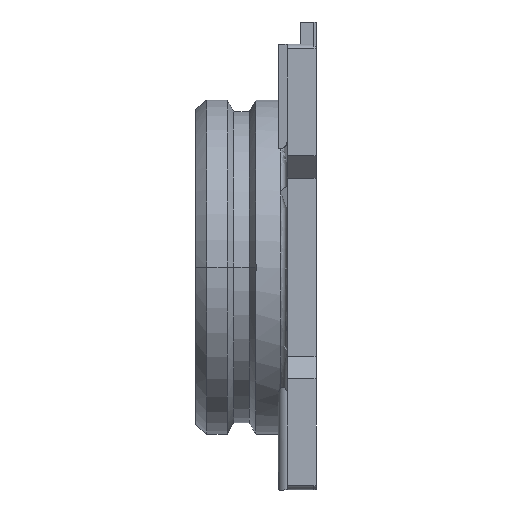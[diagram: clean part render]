
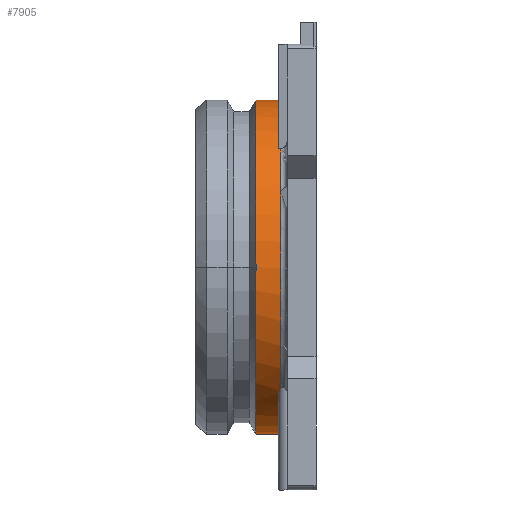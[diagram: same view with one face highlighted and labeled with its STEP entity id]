
A CAD part, left-side view. The second image highlights one B-rep face of the part: STEP entity #7905.
In plain terms, the highlighted cylindrical face has radius 0.75 mm (diameter 1.5 mm), a partial arc.
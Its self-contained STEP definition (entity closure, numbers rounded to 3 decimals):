
#2 = VERTEX_POINT ( 'NONE', #3241 ) ;
#119 = EDGE_CURVE ( 'NONE', #8620, #8204, #125, .T. ) ;
#125 = B_SPLINE_CURVE_WITH_KNOTS ( 'NONE', 3,
 ( #4303, #1131, #2081, #4194 ),
 .UNSPECIFIED., .F., .F.,
 ( 4, 4 ),
 ( 0., 1. ),
 .UNSPECIFIED. ) ;
#225 = B_SPLINE_CURVE_WITH_KNOTS ( 'NONE', 3,
 ( #969, #5757, #8251, #2188 ),
 .UNSPECIFIED., .F., .F.,
 ( 4, 4 ),
 ( 0., 1. ),
 .UNSPECIFIED. ) ;
#385 = CARTESIAN_POINT ( 'NONE',  ( 0., 0.16, -0.75 ) ) ;
#404 = DIRECTION ( 'NONE',  ( 0., 0., 1. ) ) ;
#600 = CARTESIAN_POINT ( 'NONE',  ( -0.75, 0.26, 0.196 ) ) ;
#606 = B_SPLINE_CURVE_WITH_KNOTS ( 'NONE', 3,
 ( #1326, #6040, #647, #8750 ),
 .UNSPECIFIED., .F., .F.,
 ( 4, 4 ),
 ( 0., 1. ),
 .UNSPECIFIED. ) ;
#619 = B_SPLINE_CURVE_WITH_KNOTS ( 'NONE', 3,
 ( #2307, #8531, #5728, #6492 ),
 .UNSPECIFIED., .F., .F.,
 ( 4, 4 ),
 ( 0., 1. ),
 .UNSPECIFIED. ) ;
#647 = CARTESIAN_POINT ( 'NONE',  ( 0., 0.227, -0.75 ) ) ;
#785 = CARTESIAN_POINT ( 'NONE',  ( -0.671, 0.15, 0.39 ) ) ;
#823 = CARTESIAN_POINT ( 'NONE',  ( -0.75, 0.26, 0. ) ) ;
#969 = CARTESIAN_POINT ( 'NONE',  ( 0., 0.26, 0.75 ) ) ;
#1021 = VERTEX_POINT ( 'NONE', #3218 ) ;
#1061 = B_SPLINE_CURVE_WITH_KNOTS ( 'NONE', 3,
 ( #5794, #5909, #8745, #3923 ),
 .UNSPECIFIED., .F., .F.,
 ( 4, 4 ),
 ( 0., 1. ),
 .UNSPECIFIED. ) ;
#1112 = CARTESIAN_POINT ( 'NONE',  ( -0.669, 0.26, -0.391 ) ) ;
#1131 = CARTESIAN_POINT ( 'NONE',  ( -0.178, 0.16, -0.75 ) ) ;
#1190 = ORIENTED_EDGE ( 'NONE', *, *, #5229, .F. ) ;
#1193 = CARTESIAN_POINT ( 'NONE',  ( -0.75, 0.26, 0. ) ) ;
#1323 = CARTESIAN_POINT ( 'NONE',  ( -0.196, 0.16, 0.75 ) ) ;
#1326 = CARTESIAN_POINT ( 'NONE',  ( 0., 0.16, -0.75 ) ) ;
#1328 = CARTESIAN_POINT ( 'NONE',  ( 0., 0.16, 0.75 ) ) ;
#1383 = CARTESIAN_POINT ( 'NONE',  ( -0.196, 0.26, -0.75 ) ) ;
#1742 = ORIENTED_EDGE ( 'NONE', *, *, #4284, .F. ) ;
#1750 = CARTESIAN_POINT ( 'NONE',  ( -0.53, 0.16, 0.531 ) ) ;
#1989 = CARTESIAN_POINT ( 'NONE',  ( -0.516, 0.15, -0.544 ) ) ;
#2003 = FACE_OUTER_BOUND ( 'NONE', #6558, .T. ) ;
#2016 = CARTESIAN_POINT ( 'NONE',  ( -0.49, 0.16, -0.568 ) ) ;
#2081 = CARTESIAN_POINT ( 'NONE',  ( -0.355, 0.16, -0.684 ) ) ;
#2098 = CARTESIAN_POINT ( 'NONE',  ( 0., 0.97, 0. ) ) ;
#2188 = CARTESIAN_POINT ( 'NONE',  ( 0., 0.16, 0.75 ) ) ;
#2210 = EDGE_CURVE ( 'NONE', #7507, #2, #2358, .T. ) ;
#2232 = EDGE_CURVE ( 'NONE', #7621, #7507, #619, .T. ) ;
#2287 = CARTESIAN_POINT ( 'NONE',  ( -0.391, 0.16, 0.669 ) ) ;
#2307 = CARTESIAN_POINT ( 'NONE',  ( -0.53, 0.15, 0.531 ) ) ;
#2325 = CARTESIAN_POINT ( 'NONE',  ( -0.391, 0.26, -0.669 ) ) ;
#2358 = B_SPLINE_CURVE_WITH_KNOTS ( 'NONE', 3,
 ( #1750, #2287, #1323, #1328 ),
 .UNSPECIFIED., .F., .F.,
 ( 4, 4 ),
 ( 0., 1. ),
 .UNSPECIFIED. ) ;
#2521 = ORIENTED_EDGE ( 'NONE', *, *, #119, .T. ) ;
#2982 = VERTEX_POINT ( 'NONE', #7520 ) ;
#3218 = CARTESIAN_POINT ( 'NONE',  ( 0., 0.26, 0.75 ) ) ;
#3241 = CARTESIAN_POINT ( 'NONE',  ( 0., 0.16, 0.75 ) ) ;
#3816 = VERTEX_POINT ( 'NONE', #1989 ) ;
#3923 = CARTESIAN_POINT ( 'NONE',  ( -0.516, 0.15, -0.544 ) ) ;
#4080 = AXIS2_PLACEMENT_3D ( 'NONE', #2098, #7733, #404 ) ;
#4194 = CARTESIAN_POINT ( 'NONE',  ( -0.49, 0.16, -0.568 ) ) ;
#4284 = EDGE_CURVE ( 'NONE', #1021, #2, #225, .T. ) ;
#4303 = CARTESIAN_POINT ( 'NONE',  ( 0., 0.16, -0.75 ) ) ;
#4390 = ORIENTED_EDGE ( 'NONE', *, *, #2210, .T. ) ;
#4598 = ORIENTED_EDGE ( 'NONE', *, *, #8719, .F. ) ;
#4817 = CARTESIAN_POINT ( 'NONE',  ( -0.752, 0.15, 0.19 ) ) ;
#4867 = CARTESIAN_POINT ( 'NONE',  ( -0.661, 0.15, -0.406 ) ) ;
#5047 = CARTESIAN_POINT ( 'NONE',  ( 0., 0.26, -0.75 ) ) ;
#5151 = ORIENTED_EDGE ( 'NONE', *, *, #2232, .T. ) ;
#5229 = EDGE_CURVE ( 'NONE', #7654, #2982, #7630, .T. ) ;
#5433 = ORIENTED_EDGE ( 'NONE', *, *, #7375, .F. ) ;
#5516 = CARTESIAN_POINT ( 'NONE',  ( 0., 0.26, 0.75 ) ) ;
#5728 = CARTESIAN_POINT ( 'NONE',  ( -0.53, 0.157, 0.531 ) ) ;
#5757 = CARTESIAN_POINT ( 'NONE',  ( 0., 0.227, 0.75 ) ) ;
#5783 = CARTESIAN_POINT ( 'NONE',  ( -0.669, 0.26, 0.391 ) ) ;
#5794 = CARTESIAN_POINT ( 'NONE',  ( -0.49, 0.16, -0.568 ) ) ;
#5803 = B_SPLINE_CURVE_WITH_KNOTS ( 'NONE', 3,
 ( #823, #600, #5783, #6447, #6462, #5516 ),
 .UNSPECIFIED., .F., .F.,
 ( 4, 2, 4 ),
 ( 0., 0.5, 1. ),
 .UNSPECIFIED. ) ;
#5909 = CARTESIAN_POINT ( 'NONE',  ( -0.5, 0.16, -0.559 ) ) ;
#6040 = CARTESIAN_POINT ( 'NONE',  ( 0., 0.193, -0.75 ) ) ;
#6144 = CARTESIAN_POINT ( 'NONE',  ( 0., 0.26, -0.75 ) ) ;
#6170 = CARTESIAN_POINT ( 'NONE',  ( -0.747, 0.15, -0.209 ) ) ;
#6447 = CARTESIAN_POINT ( 'NONE',  ( -0.391, 0.26, 0.669 ) ) ;
#6462 = CARTESIAN_POINT ( 'NONE',  ( -0.196, 0.26, 0.75 ) ) ;
#6492 = CARTESIAN_POINT ( 'NONE',  ( -0.53, 0.16, 0.531 ) ) ;
#6494 = CARTESIAN_POINT ( 'NONE',  ( -0.53, 0.15, 0.531 ) ) ;
#6558 = EDGE_LOOP ( 'NONE', ( #5433, #1190, #4598, #2521, #8020, #7202, #5151, #4390, #1742 ) ) ;
#6977 = EDGE_CURVE ( 'NONE', #8204, #3816, #1061, .T. ) ;
#7202 = ORIENTED_EDGE ( 'NONE', *, *, #8123, .T. ) ;
#7375 = EDGE_CURVE ( 'NONE', #2982, #1021, #5803, .T. ) ;
#7445 = CARTESIAN_POINT ( 'NONE',  ( -0.53, 0.16, 0.531 ) ) ;
#7466 = CARTESIAN_POINT ( 'NONE',  ( -0.75, 0.26, -0.196 ) ) ;
#7507 = VERTEX_POINT ( 'NONE', #7445 ) ;
#7520 = CARTESIAN_POINT ( 'NONE',  ( -0.75, 0.26, 0. ) ) ;
#7621 = VERTEX_POINT ( 'NONE', #6494 ) ;
#7630 = B_SPLINE_CURVE_WITH_KNOTS ( 'NONE', 3,
 ( #6144, #1383, #2325, #1112, #7466, #1193 ),
 .UNSPECIFIED., .F., .F.,
 ( 4, 2, 4 ),
 ( 0., 0.5, 1. ),
 .UNSPECIFIED. ) ;
#7654 = VERTEX_POINT ( 'NONE', #5047 ) ;
#7672 = B_SPLINE_CURVE_WITH_KNOTS ( 'NONE', 3,
 ( #8267, #4867, #6170, #4817, #785, #8184 ),
 .UNSPECIFIED., .F., .F.,
 ( 4, 2, 4 ),
 ( 0., 0.5, 1. ),
 .UNSPECIFIED. ) ;
#7733 = DIRECTION ( 'NONE',  ( 0., 1., 0. ) ) ;
#7905 = ADVANCED_FACE ( 'NONE', ( #2003 ), #8126, .T. ) ;
#8020 = ORIENTED_EDGE ( 'NONE', *, *, #6977, .T. ) ;
#8123 = EDGE_CURVE ( 'NONE', #3816, #7621, #7672, .T. ) ;
#8126 = CYLINDRICAL_SURFACE ( 'NONE', #4080, 0.75 ) ;
#8184 = CARTESIAN_POINT ( 'NONE',  ( -0.53, 0.15, 0.531 ) ) ;
#8204 = VERTEX_POINT ( 'NONE', #2016 ) ;
#8251 = CARTESIAN_POINT ( 'NONE',  ( 0., 0.193, 0.75 ) ) ;
#8267 = CARTESIAN_POINT ( 'NONE',  ( -0.516, 0.15, -0.544 ) ) ;
#8531 = CARTESIAN_POINT ( 'NONE',  ( -0.53, 0.153, 0.531 ) ) ;
#8620 = VERTEX_POINT ( 'NONE', #385 ) ;
#8719 = EDGE_CURVE ( 'NONE', #8620, #7654, #606, .T. ) ;
#8745 = CARTESIAN_POINT ( 'NONE',  ( -0.509, 0.157, -0.551 ) ) ;
#8750 = CARTESIAN_POINT ( 'NONE',  ( 0., 0.26, -0.75 ) ) ;
